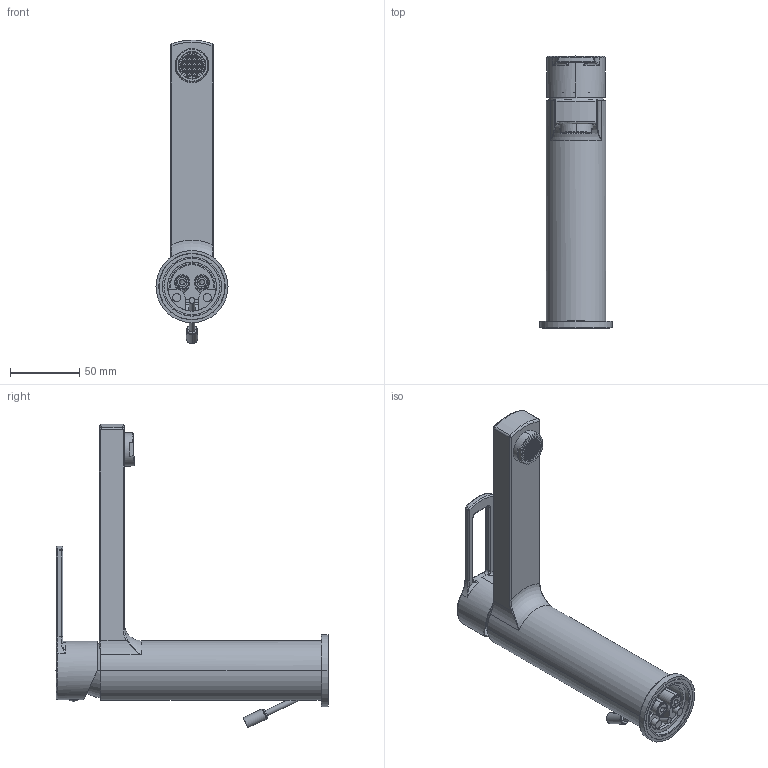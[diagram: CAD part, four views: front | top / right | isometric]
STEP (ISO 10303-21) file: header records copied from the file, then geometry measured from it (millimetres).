
FILE_DESCRIPTION((''),'2;1');
FILE_NAME('RIN073CR','2021-11-05T09:06:50',('ut3'),('PAFFONI SpA'),'CREO PARAMETRIC BY PTC INC, 2020044','CREO PARAMETRIC BY PTC INC, 2020044','');
FILE_SCHEMA(('CONFIG_CONTROL_DESIGN','SHAPE_APPEARANCE_LAYERS_GROUPS'));
Length unit declared in the file: millimetre
Products named in the file (1): RIN073CR
Bounding box: 52 x 196.42 x 219.24 mm (x, y, z)
Volume: 185640.4 mm3; surface area: 125607.8 mm2
Topology: 5 solids, 5 shells, 3405 faces, 9674 edges, 6293 vertices
Faces by surface type: plane 2420, cylinder 545, cone 188, torus 131, bspline 89, sphere 28, extrusion 4
Entity records: 153368 total; most frequent: CARTESIAN_POINT 31144, ORIENTED_EDGE 19332, DIRECTION 18656, EDGE_CURVE 9666, VERTEX_POINT 6293, VECTOR 6280, LINE 6276, AXIS2_PLACEMENT_3D 6188
